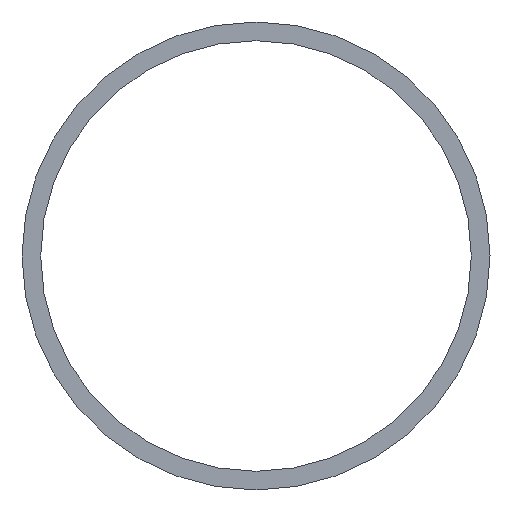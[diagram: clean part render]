
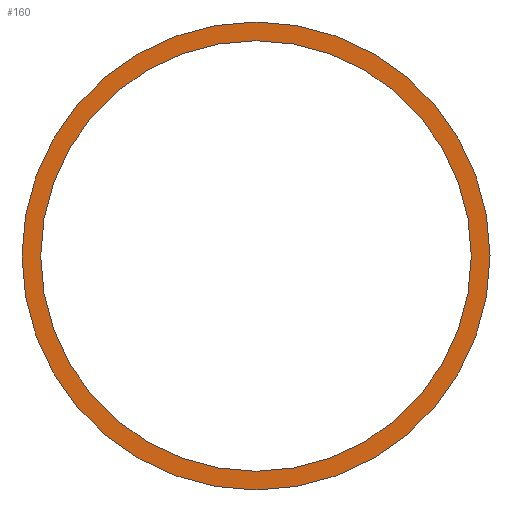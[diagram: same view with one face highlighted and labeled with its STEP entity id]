
A CAD part, left-side view. The second image highlights one B-rep face of the part: STEP entity #160.
In plain terms, the highlighted planar face has unit normal (-1, 0, 0).
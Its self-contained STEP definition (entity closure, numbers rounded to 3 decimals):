
#37=CARTESIAN_POINT('',(0.,0.,0.));
#38=DIRECTION('',(-1.,0.,0.));
#39=DIRECTION('',(0.,0.,-1.));
#40=AXIS2_PLACEMENT_3D('',#37,#38,#39);
#42=CARTESIAN_POINT('',(0.,0.,0.));
#43=DIRECTION('',(-1.,0.,0.));
#44=DIRECTION('',(0.,0.,1.));
#45=AXIS2_PLACEMENT_3D('',#42,#43,#44);
#47=CARTESIAN_POINT('',(0.,0.,0.));
#48=DIRECTION('',(1.,0.,0.));
#49=DIRECTION('',(0.,0.,1.));
#50=AXIS2_PLACEMENT_3D('',#47,#48,#49);
#52=CARTESIAN_POINT('',(0.,0.,0.));
#53=DIRECTION('',(1.,0.,0.));
#54=DIRECTION('',(0.,0.,-1.));
#55=AXIS2_PLACEMENT_3D('',#52,#53,#54);
#57=CARTESIAN_POINT('',(0.,0.,-12.5));
#58=CARTESIAN_POINT('',(0.,0.,12.5));
#59=VERTEX_POINT('',#57);
#60=VERTEX_POINT('',#58);
#69=CARTESIAN_POINT('',(0.,0.,11.5));
#70=CARTESIAN_POINT('',(0.,0.,-11.5));
#71=VERTEX_POINT('',#69);
#72=VERTEX_POINT('',#70);
#147=CARTESIAN_POINT('',(0.,0.,0.));
#148=DIRECTION('',(1.,0.,0.));
#149=DIRECTION('',(0.,0.,-1.));
#150=AXIS2_PLACEMENT_3D('',#147,#148,#149);
#151=PLANE('',#150);
#152=ORIENTED_EDGE('',*,*,#126,.F.);
#153=ORIENTED_EDGE('',*,*,#141,.F.);
#154=EDGE_LOOP('',(#152,#153));
#155=FACE_OUTER_BOUND('',#154,.F.);
#156=ORIENTED_EDGE('',*,*,#97,.F.);
#157=ORIENTED_EDGE('',*,*,#80,.F.);
#158=EDGE_LOOP('',(#156,#157));
#159=FACE_BOUND('',#158,.F.);
#160=ADVANCED_FACE('',(#155,#159),#151,.F.);
#41=CIRCLE('',#40,12.5);
#46=CIRCLE('',#45,12.5);
#51=CIRCLE('',#50,11.5);
#56=CIRCLE('',#55,11.5);
#80=EDGE_CURVE('',#72,#71,#56,.T.);
#97=EDGE_CURVE('',#71,#72,#51,.T.);
#126=EDGE_CURVE('',#59,#60,#41,.T.);
#141=EDGE_CURVE('',#60,#59,#46,.T.);
